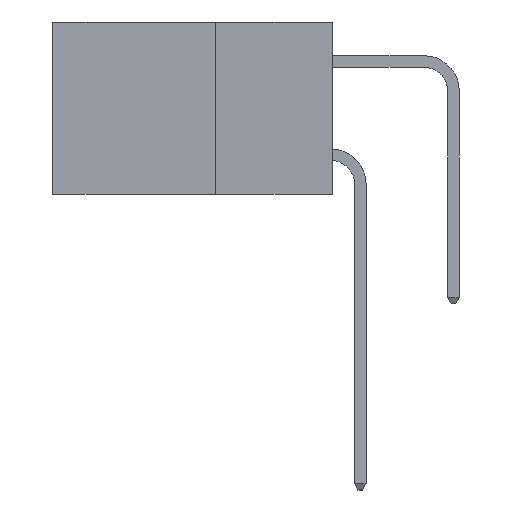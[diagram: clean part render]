
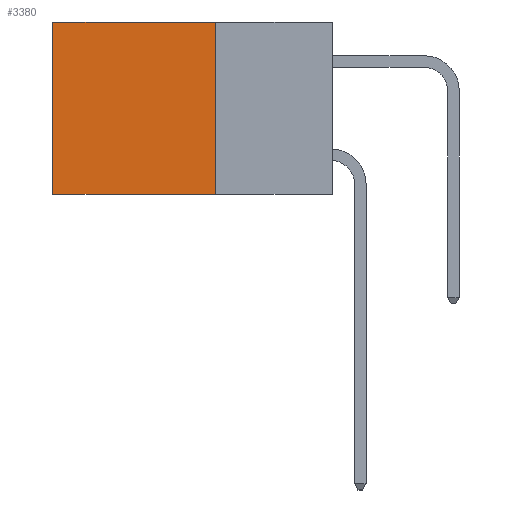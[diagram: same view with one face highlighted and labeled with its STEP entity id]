
A CAD part, left-side view. The second image highlights one B-rep face of the part: STEP entity #3380.
In plain terms, the highlighted planar face has unit normal (-1, 0, 0).
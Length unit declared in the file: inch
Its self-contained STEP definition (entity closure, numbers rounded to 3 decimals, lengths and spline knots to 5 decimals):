
#756 = VECTOR ( 'NONE', #12868, 39.37008 ) ;
#760 = CARTESIAN_POINT ( 'NONE',  ( 0.2615, 0.25, -0.37 ) ) ;
#2045 = CARTESIAN_POINT ( 'NONE',  ( 0.2615, 0.6, -0.37 ) ) ;
#2528 = CARTESIAN_POINT ( 'NONE',  ( 0.2615, 0.25, -0.37 ) ) ;
#3380 = ADVANCED_FACE ( 'NONE', ( #11438 ), #13752, .F. ) ;
#3495 = ORIENTED_EDGE ( 'NONE', *, *, #8606, .F. ) ;
#3572 = ORIENTED_EDGE ( 'NONE', *, *, #20866, .T. ) ;
#3624 = CARTESIAN_POINT ( 'NONE',  ( 0.2615, 0.25, -0.37 ) ) ;
#4024 = VECTOR ( 'NONE', #8000, 39.37008 ) ;
#4806 = VERTEX_POINT ( 'NONE', #2045 ) ;
#4836 = CARTESIAN_POINT ( 'NONE',  ( 0.2615, 0.25, 0. ) ) ;
#4868 = LINE ( 'NONE', #4836, #8272 ) ;
#5333 = DIRECTION ( 'NONE',  ( 0., 0., -1. ) ) ;
#6369 = CARTESIAN_POINT ( 'NONE',  ( 0.2615, 0.6, 0. ) ) ;
#6693 = CARTESIAN_POINT ( 'NONE',  ( 0.2615, 0.25, 0. ) ) ;
#7989 = EDGE_CURVE ( 'NONE', #13460, #4806, #8492, .T. ) ;
#8000 = DIRECTION ( 'NONE',  ( 0., 0., -1. ) ) ;
#8272 = VECTOR ( 'NONE', #14924, 39.37008 ) ;
#8492 = LINE ( 'NONE', #19740, #4024 ) ;
#8606 = EDGE_CURVE ( 'NONE', #20278, #13937, #18749, .T. ) ;
#9495 = VECTOR ( 'NONE', #14390, 39.37008 ) ;
#9526 = CARTESIAN_POINT ( 'NONE',  ( 0.2615, 0.25, -0.37 ) ) ;
#11438 = FACE_OUTER_BOUND ( 'NONE', #15236, .T. ) ;
#12868 = DIRECTION ( 'NONE',  ( 0., 0., -1. ) ) ;
#13460 = VERTEX_POINT ( 'NONE', #6369 ) ;
#13752 = PLANE ( 'NONE',  #19645 ) ;
#13937 = VERTEX_POINT ( 'NONE', #760 ) ;
#14390 = DIRECTION ( 'NONE',  ( 0., 1., 0. ) ) ;
#14924 = DIRECTION ( 'NONE',  ( 0., 1., 0. ) ) ;
#15236 = EDGE_LOOP ( 'NONE', ( #21088, #20155, #3495, #3572 ) ) ;
#15446 = DIRECTION ( 'NONE',  ( 1., 0., 0. ) ) ;
#17875 = EDGE_CURVE ( 'NONE', #13937, #4806, #18974, .T. ) ;
#18749 = LINE ( 'NONE', #9526, #756 ) ;
#18974 = LINE ( 'NONE', #2528, #9495 ) ;
#19645 = AXIS2_PLACEMENT_3D ( 'NONE', #3624, #15446, #5333 ) ;
#19740 = CARTESIAN_POINT ( 'NONE',  ( 0.2615, 0.6, -0.37 ) ) ;
#20155 = ORIENTED_EDGE ( 'NONE', *, *, #17875, .F. ) ;
#20278 = VERTEX_POINT ( 'NONE', #6693 ) ;
#20866 = EDGE_CURVE ( 'NONE', #20278, #13460, #4868, .T. ) ;
#21088 = ORIENTED_EDGE ( 'NONE', *, *, #7989, .T. ) ;
